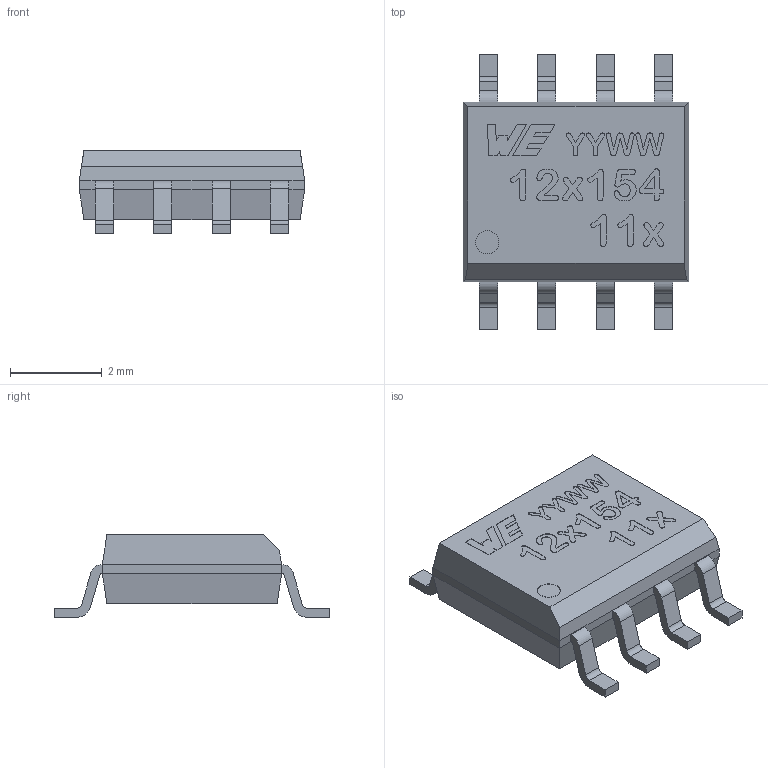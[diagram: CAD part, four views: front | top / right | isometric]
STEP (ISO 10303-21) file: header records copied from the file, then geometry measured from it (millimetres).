
FILE_DESCRIPTION(/* description */ ('Unknown'),/* implementation_level */ '2;1');
FILE_NAME(/* name */ '18012x15411x',/* time_stamp */ '2023-08-21T12:32:14+02:00',/* author */ ('Unknown'),/* organization */ ('Unknown'),/* preprocessor_version */ 'ST-DEVELOPER v16.7',/* originating_system */ 'Solid Edge',/* authorisation */ 'Unknown');
FILE_SCHEMA (('AUTOMOTIVE_DESIGN {1 0 10303 214 3 1 1}'));
Length unit declared in the file: millimetre
Products named in the file (3): 18012x15411x; Body; Pins
Assembly tree (2 placements, depth 2):
  18012x15411x
    Body
    Pins
Bounding box: 4.9 x 6 x 1.8 mm (x, y, z)
Volume: 28.3 mm3; surface area: 114 mm2
Topology: 5 solids, 5 shells, 216 faces, 551 edges, 354 vertices
Faces by surface type: plane 148, bspline 35, cylinder 33
Full cylindrical faces by diameter (mm): 0.5 x1
Entity records: 9658 total; most frequent: CARTESIAN_POINT 3676, ORIENTED_EDGE 1100, DIRECTION 892, EDGE_CURVE 550, LINE 392, VECTOR 392, VERTEX_POINT 354, AXIS2_PLACEMENT_3D 250
